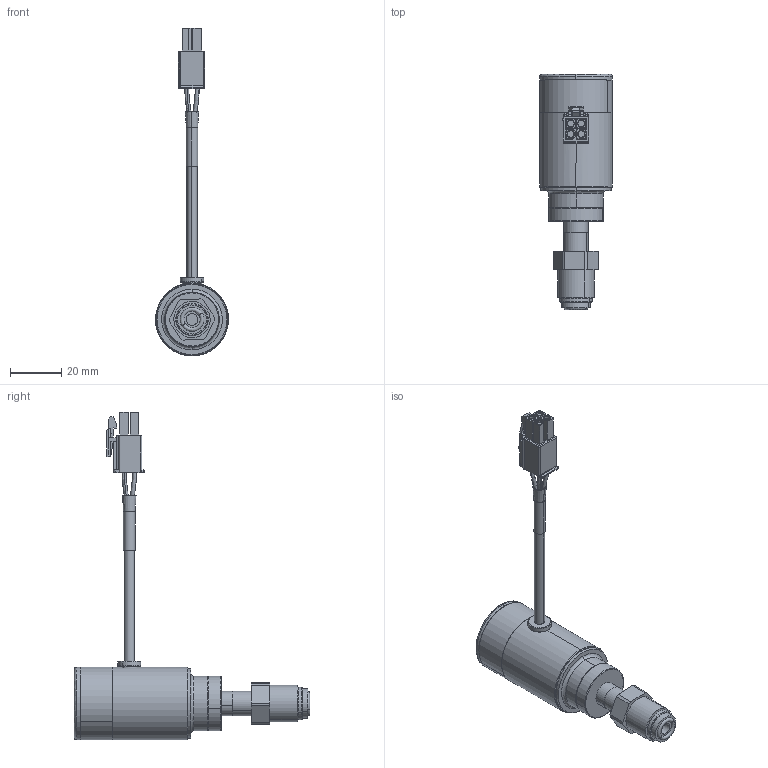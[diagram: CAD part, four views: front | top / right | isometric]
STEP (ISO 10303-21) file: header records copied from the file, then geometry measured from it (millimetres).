
FILE_DESCRIPTION (( 'STEP AP203' ), '1' );
FILE_NAME ('GID-R-SM-L.STEP', '2019-01-22T19:16:19', ( 'mrutkowski' ), ( 'Hewlett-Packard Company' ), 'SwSTEP 2.0', 'SolidWorks 2017', '' );
FILE_SCHEMA (( 'CONFIG_CONTROL_DESIGN' ));
Length unit declared in the file: inch
Products named in the file (1): GID-R-SM-L
Bounding box: 28.57 x 92.21 x 128.45 mm (x, y, z)
Surface area: 15586.5 mm2 (no closed solid volume)
Topology: 0 solids, 38 shells, 408 faces, 1901 edges, 1504 vertices
Faces by surface type: plane 270, cylinder 88, bspline 24, cone 20, torus 4, sphere 2
Entity records: 21308 total; most frequent: CARTESIAN_POINT 7037, ORIENTED_EDGE 2645, DIRECTION 2512, EDGE_CURVE 1899, VERTEX_POINT 1504, VECTOR 1342, LINE 1342, AXIS2_PLACEMENT_3D 585
